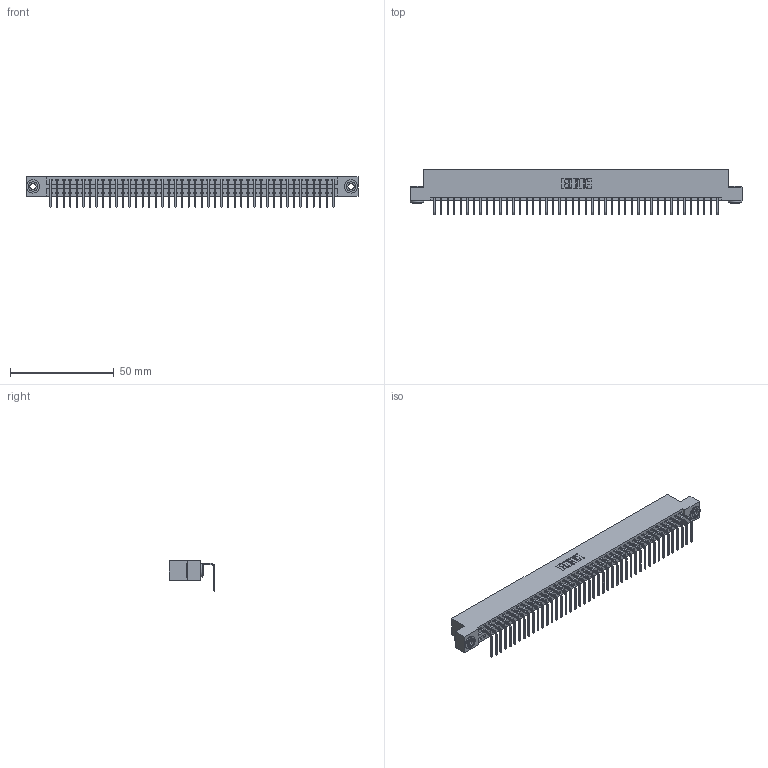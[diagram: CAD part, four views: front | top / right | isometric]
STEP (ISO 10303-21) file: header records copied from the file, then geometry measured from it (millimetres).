
FILE_DESCRIPTION (( 'STEP AP203' ), '1' );
FILE_NAME ('396-044-558-103.STEP', '2019-11-01T08:05:26', ( '' ), ( '' ), 'SwSTEP 2.0', 'SolidWorks 2016', '' );
FILE_SCHEMA (( 'CONFIG_CONTROL_DESIGN' ));
Length unit declared in the file: inch
Products named in the file (4): 396-044-558-103; 346 Part_Flush Mounting Lugs - 0.156 Dia-TH; 345-292-001_558 Tail - 2; 345-250-002_345-250-002-102
Assembly tree (47 placements, depth 2):
  396-044-558-103
    346 Part_Flush Mounting Lugs - 0.156 Dia-TH
    345-292-001_558 Tail - 2  x44
    345-250-002_345-250-002-102  x2
Bounding box: 160.27 x 22.16 x 14.73 mm (x, y, z)
Volume: 15521.5 mm3; surface area: 20515.3 mm2
Topology: 47 solids, 47 shells, 2800 faces, 8413 edges, 5546 vertices
Faces by surface type: plane 1934, cylinder 858, cone 8
Entity records: 27772 total; most frequent: CARTESIAN_POINT 4739, ORIENTED_EDGE 4710, DIRECTION 4209, EDGE_CURVE 2355, LINE 2023, VECTOR 2023, VERTEX_POINT 1566, AXIS2_PLACEMENT_3D 1093
